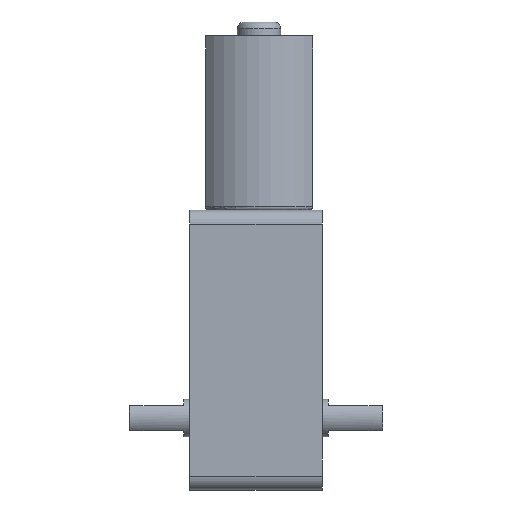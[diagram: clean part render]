
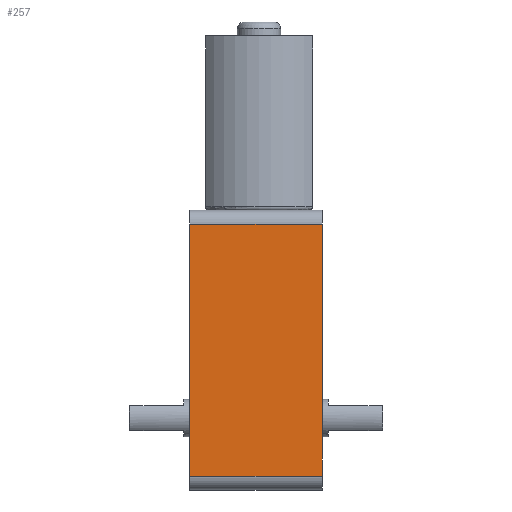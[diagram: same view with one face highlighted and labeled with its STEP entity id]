
A CAD part, front view. The second image highlights one B-rep face of the part: STEP entity #257.
In plain terms, the highlighted planar face has unit normal (0, -1, 0).
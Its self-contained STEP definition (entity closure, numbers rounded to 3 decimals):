
#48 = CARTESIAN_POINT ( 'NONE',  ( 9.065, -12.05, -40.14 ) ) ;
#78 = VECTOR ( 'NONE', #2278, 1000. ) ;
#219 = VECTOR ( 'NONE', #2344, 1000. ) ;
#257 = ADVANCED_FACE ( 'NONE', ( #371 ), #816, .F. ) ;
#371 = FACE_OUTER_BOUND ( 'NONE', #2382, .T. ) ;
#388 = EDGE_CURVE ( 'NONE', #672, #416, #949, .T. ) ;
#416 = VERTEX_POINT ( 'NONE', #899 ) ;
#423 = LINE ( 'NONE', #621, #1209 ) ;
#460 = DIRECTION ( 'NONE',  ( 0., 0., 1. ) ) ;
#528 = CARTESIAN_POINT ( 'NONE',  ( 9.065, -12.05, -38.14 ) ) ;
#567 = CARTESIAN_POINT ( 'NONE',  ( 9.065, -12.05, -40.14 ) ) ;
#621 = CARTESIAN_POINT ( 'NONE',  ( -9.935, -12.05, -2. ) ) ;
#652 = DIRECTION ( 'NONE',  ( -1., 0., 0. ) ) ;
#672 = VERTEX_POINT ( 'NONE', #2832 ) ;
#730 = VECTOR ( 'NONE', #460, 1000. ) ;
#753 = ORIENTED_EDGE ( 'NONE', *, *, #1824, .F. ) ;
#816 = PLANE ( 'NONE',  #1002 ) ;
#899 = CARTESIAN_POINT ( 'NONE',  ( 9.065, -12.05, -2. ) ) ;
#949 = LINE ( 'NONE', #48, #78 ) ;
#1002 = AXIS2_PLACEMENT_3D ( 'NONE', #567, #2105, #1897 ) ;
#1120 = LINE ( 'NONE', #1779, #730 ) ;
#1195 = VERTEX_POINT ( 'NONE', #2705 ) ;
#1209 = VECTOR ( 'NONE', #652, 1000. ) ;
#1397 = VERTEX_POINT ( 'NONE', #2297 ) ;
#1449 = ORIENTED_EDGE ( 'NONE', *, *, #388, .T. ) ;
#1779 = CARTESIAN_POINT ( 'NONE',  ( -9.935, -12.05, -40.14 ) ) ;
#1824 = EDGE_CURVE ( 'NONE', #1397, #1195, #1120, .T. ) ;
#1897 = DIRECTION ( 'NONE',  ( 0., 0., 1. ) ) ;
#2105 = DIRECTION ( 'NONE',  ( 0., 1., 0. ) ) ;
#2125 = ORIENTED_EDGE ( 'NONE', *, *, #2245, .T. ) ;
#2197 = ORIENTED_EDGE ( 'NONE', *, *, #2434, .T. ) ;
#2245 = EDGE_CURVE ( 'NONE', #1397, #672, #2759, .T. ) ;
#2278 = DIRECTION ( 'NONE',  ( 0., 0., 1. ) ) ;
#2297 = CARTESIAN_POINT ( 'NONE',  ( -9.935, -12.05, -38.14 ) ) ;
#2344 = DIRECTION ( 'NONE',  ( 1., 0., 0. ) ) ;
#2382 = EDGE_LOOP ( 'NONE', ( #1449, #2197, #753, #2125 ) ) ;
#2434 = EDGE_CURVE ( 'NONE', #416, #1195, #423, .T. ) ;
#2705 = CARTESIAN_POINT ( 'NONE',  ( -9.935, -12.05, -2. ) ) ;
#2759 = LINE ( 'NONE', #528, #219 ) ;
#2832 = CARTESIAN_POINT ( 'NONE',  ( 9.065, -12.05, -38.14 ) ) ;
